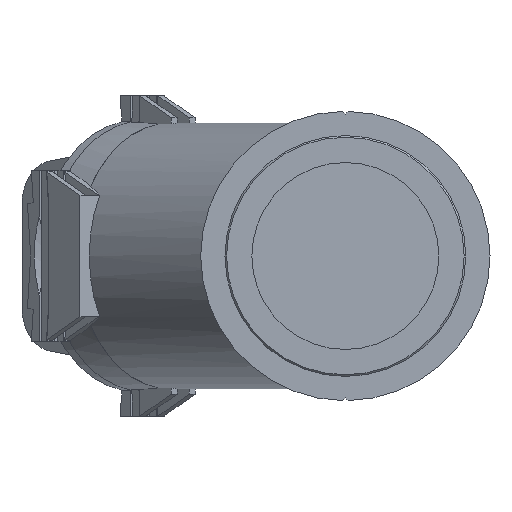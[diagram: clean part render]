
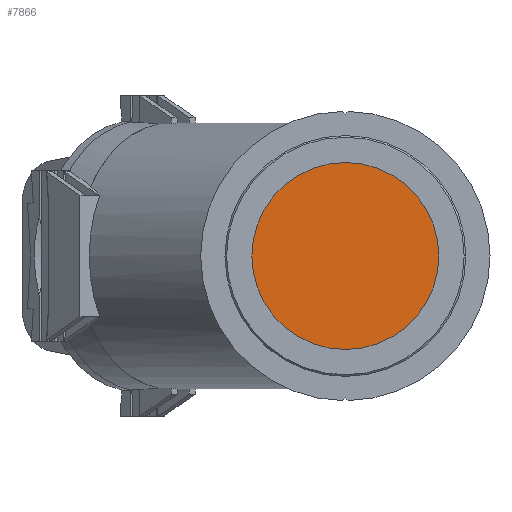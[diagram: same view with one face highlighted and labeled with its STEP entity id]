
A CAD part, left-side view. The second image highlights one B-rep face of the part: STEP entity #7866.
In plain terms, the highlighted planar face has unit normal (-1, 0, 0).
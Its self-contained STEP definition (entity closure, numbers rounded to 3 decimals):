
#2554 = ORIENTED_EDGE ( 'NONE', *, *, #10120, .T. ) ;
#3300 = CARTESIAN_POINT ( 'NONE',  ( -187., 0., 0. ) ) ;
#3301 = PLANE ( 'NONE',  #8053 ) ;
#3304 = DIRECTION ( 'NONE',  ( -1., 0., 0. ) ) ;
#3305 = DIRECTION ( 'NONE',  ( 0., 0., 1. ) ) ;
#5024 = CARTESIAN_POINT ( 'NONE',  ( -187., 0., 0. ) ) ;
#5025 = DIRECTION ( 'NONE',  ( -1., 0., 0. ) ) ;
#5026 = DIRECTION ( 'NONE',  ( 0., 0., 1. ) ) ;
#5138 = CARTESIAN_POINT ( 'NONE',  ( -187., 0., 168. ) ) ;
#7866 = ADVANCED_FACE ( 'NONE', ( #9610 ), #3301, .T. ) ;
#8053 = AXIS2_PLACEMENT_3D ( 'NONE', #3300, #3304, #3305 ) ;
#8255 = AXIS2_PLACEMENT_3D ( 'NONE', #5024, #5025, #5026 ) ;
#8663 = CIRCLE ( 'NONE', #8255, 168. ) ;
#8690 = VERTEX_POINT ( 'NONE', #5138 ) ;
#9610 = FACE_OUTER_BOUND ( 'NONE', #10640, .T. ) ;
#10120 = EDGE_CURVE ( 'NONE', #8690, #8690, #8663, .T. ) ;
#10640 = EDGE_LOOP ( 'NONE', ( #2554 ) ) ;
